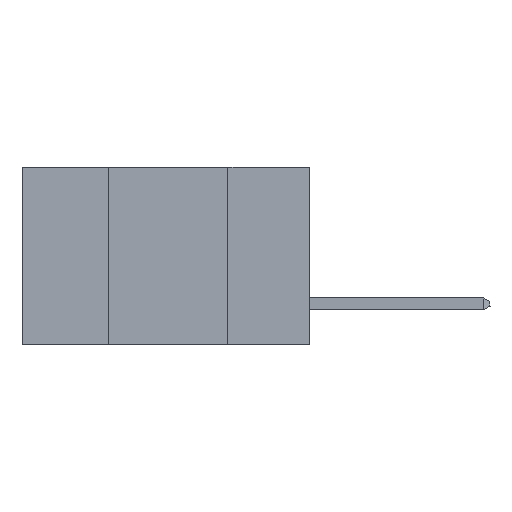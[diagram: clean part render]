
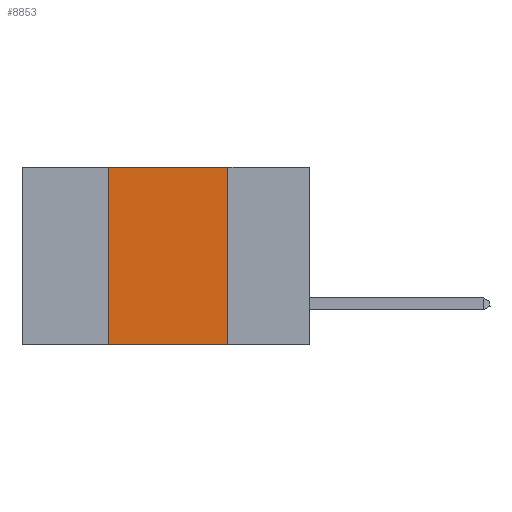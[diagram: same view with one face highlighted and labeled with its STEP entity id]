
A CAD part, left-side view. The second image highlights one B-rep face of the part: STEP entity #8853.
In plain terms, the highlighted planar face has unit normal (-1, 0, 0).
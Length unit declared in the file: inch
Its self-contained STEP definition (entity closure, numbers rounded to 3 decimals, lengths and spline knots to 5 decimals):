
#412 = CARTESIAN_POINT ( 'NONE',  ( 0., 0.17, 0. ) ) ;
#530 = DIRECTION ( 'NONE',  ( 1., 0., 0. ) ) ;
#677 = LINE ( 'NONE', #12572, #2743 ) ;
#1837 = CARTESIAN_POINT ( 'NONE',  ( 0., 0.6, -0.37 ) ) ;
#2023 = EDGE_CURVE ( 'NONE', #8884, #3972, #677, .T. ) ;
#2333 = DIRECTION ( 'NONE',  ( 0., 0., -1. ) ) ;
#2710 = ORIENTED_EDGE ( 'NONE', *, *, #14633, .T. ) ;
#2743 = VECTOR ( 'NONE', #12990, 39.37008 ) ;
#3381 = DIRECTION ( 'NONE',  ( 0., -1., 0. ) ) ;
#3444 = CARTESIAN_POINT ( 'NONE',  ( 0., 0.42, -0.37 ) ) ;
#3972 = VERTEX_POINT ( 'NONE', #13781 ) ;
#5576 = CARTESIAN_POINT ( 'NONE',  ( 0., 0.6, 0. ) ) ;
#6617 = EDGE_LOOP ( 'NONE', ( #13286, #9053, #13832, #2710 ) ) ;
#7569 = FACE_OUTER_BOUND ( 'NONE', #6617, .T. ) ;
#8239 = LINE ( 'NONE', #412, #10828 ) ;
#8381 = VECTOR ( 'NONE', #9388, 39.37008 ) ;
#8853 = ADVANCED_FACE ( 'NONE', ( #7569 ), #13740, .F. ) ;
#8884 = VERTEX_POINT ( 'NONE', #3444 ) ;
#9053 = ORIENTED_EDGE ( 'NONE', *, *, #15030, .F. ) ;
#9388 = DIRECTION ( 'NONE',  ( 0., -1., 0. ) ) ;
#9695 = LINE ( 'NONE', #1837, #20696 ) ;
#10507 = VERTEX_POINT ( 'NONE', #18746 ) ;
#10828 = VECTOR ( 'NONE', #13465, 39.37008 ) ;
#12010 = VERTEX_POINT ( 'NONE', #19652 ) ;
#12572 = CARTESIAN_POINT ( 'NONE',  ( 0., 0.42, 0. ) ) ;
#12990 = DIRECTION ( 'NONE',  ( 0., 0., 1. ) ) ;
#13286 = ORIENTED_EDGE ( 'NONE', *, *, #16806, .F. ) ;
#13465 = DIRECTION ( 'NONE',  ( 0., 0., -1. ) ) ;
#13740 = PLANE ( 'NONE',  #17492 ) ;
#13781 = CARTESIAN_POINT ( 'NONE',  ( 0., 0.42, 0. ) ) ;
#13832 = ORIENTED_EDGE ( 'NONE', *, *, #2023, .F. ) ;
#13867 = CARTESIAN_POINT ( 'NONE',  ( 0., 0.6, 0. ) ) ;
#14633 = EDGE_CURVE ( 'NONE', #8884, #12010, #9695, .T. ) ;
#15030 = EDGE_CURVE ( 'NONE', #3972, #10507, #17073, .T. ) ;
#16806 = EDGE_CURVE ( 'NONE', #10507, #12010, #8239, .T. ) ;
#17073 = LINE ( 'NONE', #13867, #8381 ) ;
#17492 = AXIS2_PLACEMENT_3D ( 'NONE', #5576, #530, #2333 ) ;
#18746 = CARTESIAN_POINT ( 'NONE',  ( 0., 0.17, 0. ) ) ;
#19652 = CARTESIAN_POINT ( 'NONE',  ( 0., 0.17, -0.37 ) ) ;
#20696 = VECTOR ( 'NONE', #3381, 39.37008 ) ;
